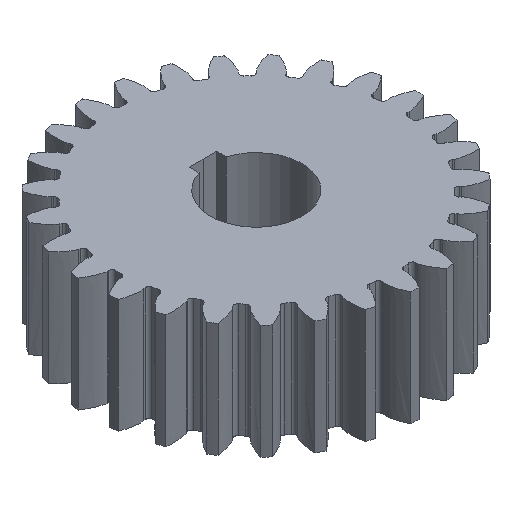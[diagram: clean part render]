
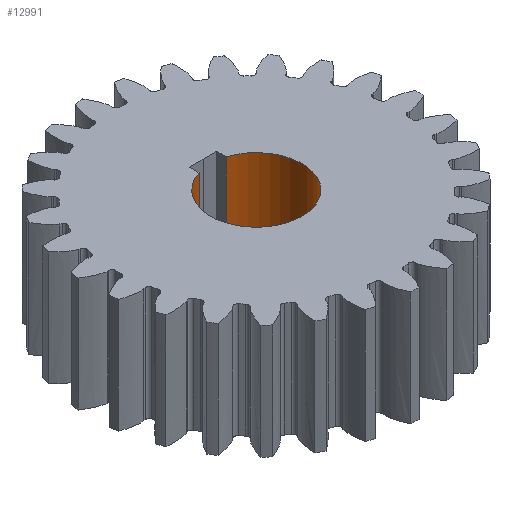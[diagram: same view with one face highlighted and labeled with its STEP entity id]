
A CAD part, isometric view. The second image highlights one B-rep face of the part: STEP entity #12991.
In plain terms, the highlighted cylindrical face has radius 20 mm (diameter 40 mm), a partial arc.
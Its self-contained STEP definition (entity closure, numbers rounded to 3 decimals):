
#12681=CARTESIAN_POINT('Vertex',(6.,19.079,50.)) ;
#12684=CARTESIAN_POINT('Axis2P3D Location',(0.,0.,50.)) ;
#12688=CARTESIAN_POINT('Vertex',(-6.,19.079,50.)) ;
#12933=CARTESIAN_POINT('Vertex',(-6.,19.079,0.)) ;
#12936=CARTESIAN_POINT('Axis2P3D Location',(0.,0.,0.)) ;
#12940=CARTESIAN_POINT('Vertex',(6.,19.079,0.)) ;
#12970=CARTESIAN_POINT('Axis2P3D Location',(0.,0.,25.)) ;
#12975=CARTESIAN_POINT('Line Origine',(-6.,19.079,25.)) ;
#12980=CARTESIAN_POINT('Line Origine',(6.,19.079,25.)) ;
#12685=DIRECTION('Axis2P3D Direction',(0.,0.,1.)) ;
#12937=DIRECTION('Axis2P3D Direction',(0.,0.,1.)) ;
#12971=DIRECTION('Axis2P3D Direction',(0.,0.,1.)) ;
#12972=DIRECTION('Axis2P3D XDirection',(-0.3,0.954,0.)) ;
#12976=DIRECTION('Vector Direction',(0.,0.,1.)) ;
#12981=DIRECTION('Vector Direction',(0.,0.,1.)) ;
#12686=AXIS2_PLACEMENT_3D('Circle Axis2P3D',#12684,#12685,$) ;
#12938=AXIS2_PLACEMENT_3D('Circle Axis2P3D',#12936,#12937,$) ;
#12973=AXIS2_PLACEMENT_3D('Cylinder Axis2P3D',#12970,#12971,#12972) ;
#12986=ORIENTED_EDGE('',*,*,#12979,.F.) ;
#12987=ORIENTED_EDGE('',*,*,#12690,.T.) ;
#12988=ORIENTED_EDGE('',*,*,#12984,.T.) ;
#12989=ORIENTED_EDGE('',*,*,#12942,.F.) ;
#12977=VECTOR('Line Direction',#12976,1.) ;
#12982=VECTOR('Line Direction',#12981,1.) ;
#12991=ADVANCED_FACE('PartBody',(#12990),#12974,.F.) ;
#12687=CIRCLE('generated circle',#12686,20.) ;
#12939=CIRCLE('generated circle',#12938,20.) ;
#12974=CYLINDRICAL_SURFACE('generated cylinder',#12973,20.) ;
#12690=EDGE_CURVE('',#12689,#12682,#12687,.T.) ;
#12942=EDGE_CURVE('',#12934,#12941,#12939,.T.) ;
#12979=EDGE_CURVE('',#12689,#12934,#12978,.F.) ;
#12984=EDGE_CURVE('',#12682,#12941,#12983,.F.) ;
#12985=EDGE_LOOP('',(#12986,#12987,#12988,#12989)) ;
#12990=FACE_OUTER_BOUND('',#12985,.T.) ;
#12978=LINE('Line',#12975,#12977) ;
#12983=LINE('Line',#12980,#12982) ;
#12682=VERTEX_POINT('',#12681) ;
#12689=VERTEX_POINT('',#12688) ;
#12934=VERTEX_POINT('',#12933) ;
#12941=VERTEX_POINT('',#12940) ;
